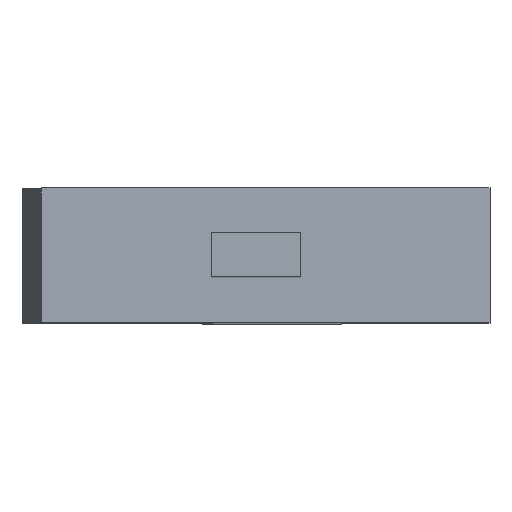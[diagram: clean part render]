
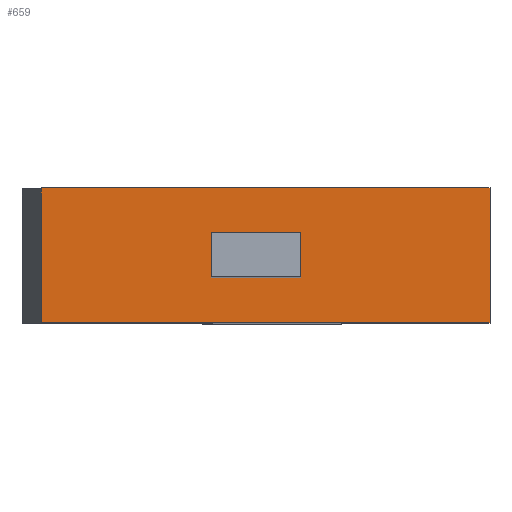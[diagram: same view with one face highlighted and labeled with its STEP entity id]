
A CAD part, top view. The second image highlights one B-rep face of the part: STEP entity #659.
In plain terms, the highlighted planar face has unit normal (0, 0, 1).
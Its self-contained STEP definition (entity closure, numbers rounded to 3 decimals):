
#21=FACE_BOUND('',#76,.T.);
#39=FACE_OUTER_BOUND('',#75,.T.);
#75=EDGE_LOOP('',(#498,#499,#500,#501));
#76=EDGE_LOOP('',(#502,#503,#504,#505));
#97=LINE('',#905,#187);
#101=LINE('',#913,#191);
#104=LINE('',#919,#194);
#107=LINE('',#924,#197);
#109=LINE('',#930,#199);
#120=LINE('',#952,#210);
#140=LINE('',#991,#230);
#141=LINE('',#993,#231);
#187=VECTOR('',#738,10.);
#191=VECTOR('',#744,10.);
#194=VECTOR('',#749,10.);
#197=VECTOR('',#754,10.);
#199=VECTOR('',#760,10.);
#210=VECTOR('',#773,10.);
#230=VECTOR('',#811,10.);
#231=VECTOR('',#814,10.);
#277=VERTEX_POINT('',#903);
#278=VERTEX_POINT('',#904);
#281=VERTEX_POINT('',#912);
#283=VERTEX_POINT('',#918);
#285=VERTEX_POINT('',#928);
#286=VERTEX_POINT('',#929);
#296=VERTEX_POINT('',#951);
#306=VERTEX_POINT('',#989);
#337=EDGE_CURVE('',#277,#278,#97,.T.);
#341=EDGE_CURVE('',#281,#277,#101,.T.);
#344=EDGE_CURVE('',#283,#281,#104,.T.);
#347=EDGE_CURVE('',#278,#283,#107,.T.);
#349=EDGE_CURVE('',#285,#286,#109,.T.);
#360=EDGE_CURVE('',#296,#286,#120,.T.);
#380=EDGE_CURVE('',#285,#306,#140,.T.);
#381=EDGE_CURVE('',#296,#306,#141,.T.);
#498=ORIENTED_EDGE('',*,*,#380,.T.);
#499=ORIENTED_EDGE('',*,*,#381,.F.);
#500=ORIENTED_EDGE('',*,*,#360,.T.);
#501=ORIENTED_EDGE('',*,*,#349,.F.);
#502=ORIENTED_EDGE('',*,*,#337,.T.);
#503=ORIENTED_EDGE('',*,*,#347,.T.);
#504=ORIENTED_EDGE('',*,*,#344,.T.);
#505=ORIENTED_EDGE('',*,*,#341,.T.);
#623=PLANE('',#711);
#659=ADVANCED_FACE('',(#39,#21),#623,.T.);
#711=AXIS2_PLACEMENT_3D('',#992,#812,#813);
#738=DIRECTION('',(0.,-1.,0.));
#744=DIRECTION('',(1.,0.,0.));
#749=DIRECTION('',(0.,1.,0.));
#754=DIRECTION('',(-1.,0.,0.));
#760=DIRECTION('',(-1.,0.,0.));
#773=DIRECTION('',(0.,-1.,0.));
#811=DIRECTION('',(0.,1.,0.));
#812=DIRECTION('center_axis',(0.,0.,1.));
#813=DIRECTION('ref_axis',(1.,0.,0.));
#814=DIRECTION('',(1.,0.,0.));
#903=CARTESIAN_POINT('',(15.125,1.,30.));
#904=CARTESIAN_POINT('',(15.125,-1.,30.));
#905=CARTESIAN_POINT('',(15.125,0.5,30.));
#912=CARTESIAN_POINT('',(11.125,1.,30.));
#913=CARTESIAN_POINT('',(7.345,1.,30.));
#918=CARTESIAN_POINT('',(11.125,-1.,30.));
#919=CARTESIAN_POINT('',(11.125,-0.5,30.));
#924=CARTESIAN_POINT('',(9.345,-1.,30.));
#928=CARTESIAN_POINT('',(23.534,-3.,30.));
#929=CARTESIAN_POINT('',(3.565,-3.,30.));
#930=CARTESIAN_POINT('',(23.534,-3.,30.));
#951=CARTESIAN_POINT('',(3.565,3.,30.));
#952=CARTESIAN_POINT('',(3.565,0.,30.));
#989=CARTESIAN_POINT('',(23.534,3.,30.));
#991=CARTESIAN_POINT('',(23.534,0.,30.));
#992=CARTESIAN_POINT('Origin',(3.565,0.,30.));
#993=CARTESIAN_POINT('',(23.534,3.,30.));
